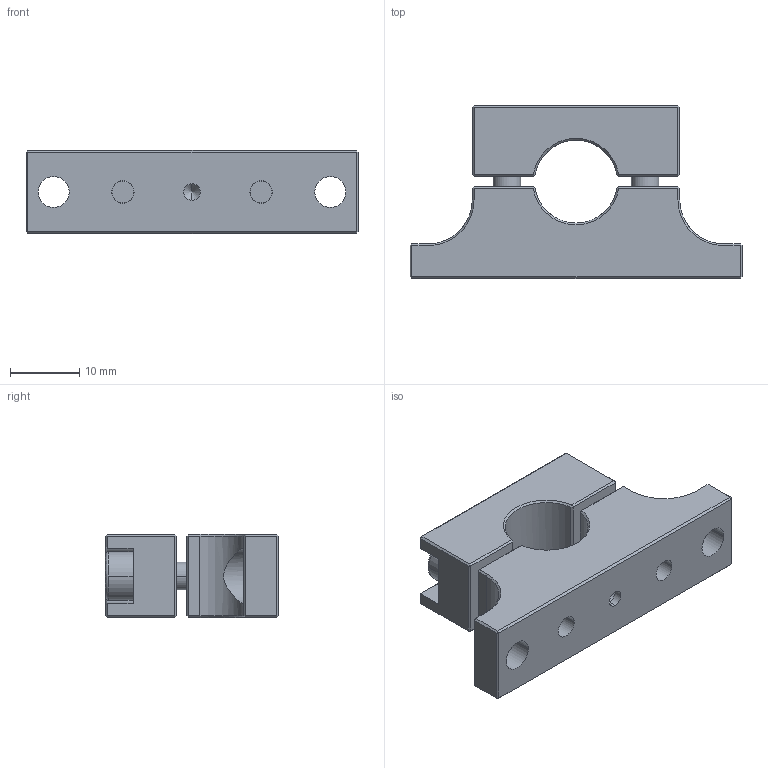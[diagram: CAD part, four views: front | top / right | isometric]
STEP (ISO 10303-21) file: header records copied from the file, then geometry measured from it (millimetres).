
FILE_DESCRIPTION (( 'STEP AP214' ), '1' );
FILE_NAME ('TMSSL-12M.step', '2017-08-09T17:58:40', ( '' ), ( '' ), 'SwSTEP 2.0', 'SolidWorks 2017', '' );
FILE_SCHEMA (( 'AUTOMOTIVE_DESIGN' ));
Length unit declared in the file: inch
Products named in the file (1): TMSSL-12M
Bounding box: 48 x 25.01 x 12 mm (x, y, z)
Volume: 8004.6 mm3; surface area: 5091.7 mm2
Topology: 4 solids, 4 shells, 180 faces, 404 edges, 231 vertices
Faces by surface type: plane 118, cylinder 32, cone 22, bspline 8
Entity records: 8159 total; most frequent: CARTESIAN_POINT 1890, ORIENTED_EDGE 796, DIRECTION 766, EDGE_CURVE 398, AXIS2_PLACEMENT_3D 257, VECTOR 252, LINE 252, VERTEX_POINT 231
